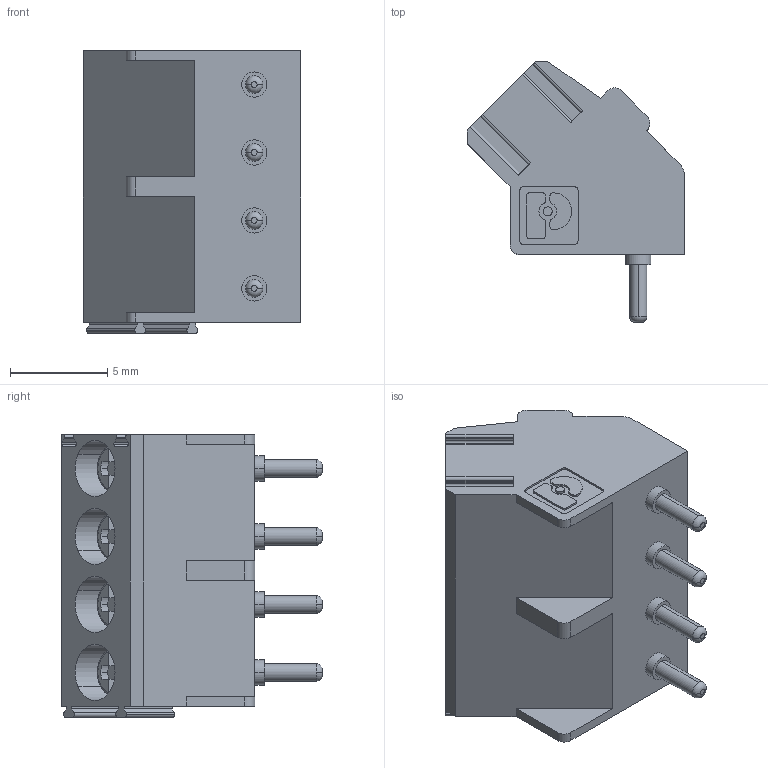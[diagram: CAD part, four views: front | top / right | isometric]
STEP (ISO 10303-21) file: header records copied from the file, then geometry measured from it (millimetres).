
FILE_DESCRIPTION(('SolidDesigner STEP Export'),'2;1');
FILE_NAME('pta_1.5_4_3.5.stp','2006-11-29T 7:54:28',(''),(''),'OneSpace Designer STEP processor for AP214 (Solid Model)','OneSpace Designer 13.01 05-Feb-2005 (C) CoCreate Software GmbH','');
FILE_SCHEMA(('AUTOMOTIVE_DESIGN { 1 0 10303 214 1 1 1 1 }'));
Length unit declared in the file: millimetre
Products named in the file (2): pta_1.5_4_3.5
Assembly tree (1 placements, depth 2):
  pta_1.5_4_3.5
    pta_1.5_4_3.5
Bounding box: 11.21 x 13.42 x 14.57 mm (x, y, z)
Volume: 864.8 mm3; surface area: 1118.6 mm2
Topology: 1 solids, 1 shells, 386 faces, 1029 edges, 673 vertices
Faces by surface type: plane 214, cylinder 132, cone 24, torus 16
Entity records: 14966 total; most frequent: CARTESIAN_POINT 2555, ORIENTED_EDGE 2058, DIRECTION 1806, EDGE_CURVE 1029, VERTEX_POINT 673, VECTOR 646, LINE 646, AXIS2_PLACEMENT_3D 580
